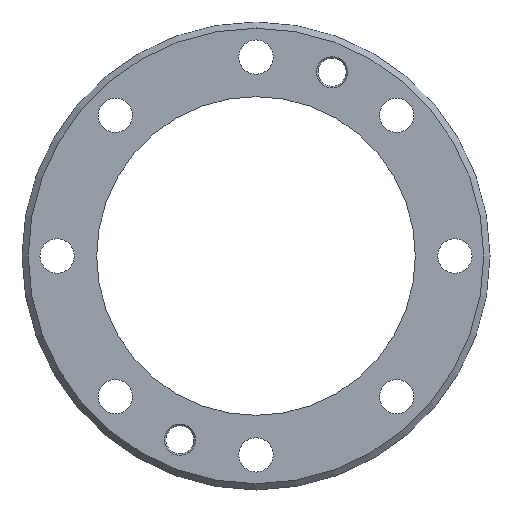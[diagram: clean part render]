
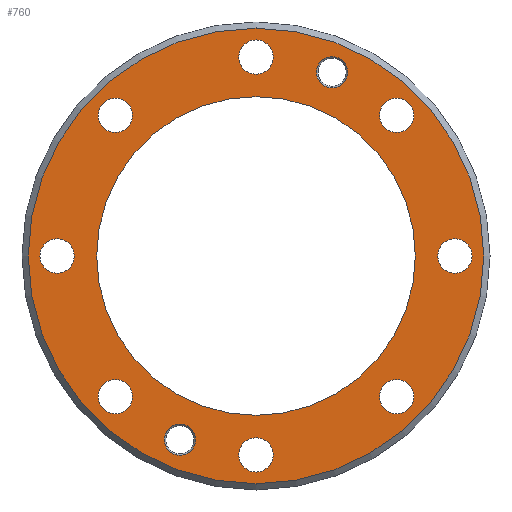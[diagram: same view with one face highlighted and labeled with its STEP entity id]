
A CAD part, left-side view. The second image highlights one B-rep face of the part: STEP entity #760.
In plain terms, the highlighted planar face has unit normal (-1, 0, 0).
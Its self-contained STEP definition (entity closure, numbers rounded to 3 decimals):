
#28=CARTESIAN_POINT('',(12.5,-4.879,11.779));
#29=DIRECTION('',(1.,0.,0.));
#30=DIRECTION('',(0.,-0.383,0.924));
#31=AXIS2_PLACEMENT_3D('',#28,#29,#30);
#33=CARTESIAN_POINT('',(12.5,-4.879,11.779));
#34=DIRECTION('',(1.,0.,0.));
#35=DIRECTION('',(0.,0.383,-0.924));
#36=AXIS2_PLACEMENT_3D('',#33,#34,#35);
#38=CARTESIAN_POINT('',(12.5,4.879,-11.779));
#39=DIRECTION('',(1.,0.,0.));
#40=DIRECTION('',(0.,0.383,-0.924));
#41=AXIS2_PLACEMENT_3D('',#38,#39,#40);
#43=CARTESIAN_POINT('',(12.5,4.879,-11.779));
#44=DIRECTION('',(1.,0.,0.));
#45=DIRECTION('',(0.,-0.383,0.924));
#46=AXIS2_PLACEMENT_3D('',#43,#44,#45);
#48=CARTESIAN_POINT('',(12.5,-9.016,-9.016));
#49=DIRECTION('',(1.,0.,0.));
#50=DIRECTION('',(0.,-0.707,-0.707));
#51=AXIS2_PLACEMENT_3D('',#48,#49,#50);
#53=CARTESIAN_POINT('',(12.5,-9.016,-9.016));
#54=DIRECTION('',(1.,0.,0.));
#55=DIRECTION('',(0.,0.707,0.707));
#56=AXIS2_PLACEMENT_3D('',#53,#54,#55);
#58=CARTESIAN_POINT('',(12.5,-12.75,0.));
#59=DIRECTION('',(1.,0.,0.));
#60=DIRECTION('',(0.,-1.,0.));
#61=AXIS2_PLACEMENT_3D('',#58,#59,#60);
#63=CARTESIAN_POINT('',(12.5,-12.75,0.));
#64=DIRECTION('',(1.,0.,0.));
#65=DIRECTION('',(0.,1.,0.));
#66=AXIS2_PLACEMENT_3D('',#63,#64,#65);
#68=CARTESIAN_POINT('',(12.5,-9.016,9.016));
#69=DIRECTION('',(1.,0.,0.));
#70=DIRECTION('',(0.,-0.707,0.707));
#71=AXIS2_PLACEMENT_3D('',#68,#69,#70);
#73=CARTESIAN_POINT('',(12.5,-9.016,9.016));
#74=DIRECTION('',(1.,0.,0.));
#75=DIRECTION('',(0.,0.707,-0.707));
#76=AXIS2_PLACEMENT_3D('',#73,#74,#75);
#78=CARTESIAN_POINT('',(12.5,0.,12.75));
#79=DIRECTION('',(1.,0.,0.));
#80=DIRECTION('',(0.,0.,1.));
#81=AXIS2_PLACEMENT_3D('',#78,#79,#80);
#83=CARTESIAN_POINT('',(12.5,0.,12.75));
#84=DIRECTION('',(1.,0.,0.));
#85=DIRECTION('',(0.,0.,-1.));
#86=AXIS2_PLACEMENT_3D('',#83,#84,#85);
#88=CARTESIAN_POINT('',(12.5,9.016,9.016));
#89=DIRECTION('',(1.,0.,0.));
#90=DIRECTION('',(0.,0.707,0.707));
#91=AXIS2_PLACEMENT_3D('',#88,#89,#90);
#93=CARTESIAN_POINT('',(12.5,9.016,9.016));
#94=DIRECTION('',(1.,0.,0.));
#95=DIRECTION('',(0.,-0.707,-0.707));
#96=AXIS2_PLACEMENT_3D('',#93,#94,#95);
#98=CARTESIAN_POINT('',(12.5,12.75,0.));
#99=DIRECTION('',(1.,0.,0.));
#100=DIRECTION('',(0.,1.,0.));
#101=AXIS2_PLACEMENT_3D('',#98,#99,#100);
#103=CARTESIAN_POINT('',(12.5,12.75,0.));
#104=DIRECTION('',(1.,0.,0.));
#105=DIRECTION('',(0.,-1.,0.));
#106=AXIS2_PLACEMENT_3D('',#103,#104,#105);
#108=CARTESIAN_POINT('',(12.5,9.016,-9.016));
#109=DIRECTION('',(1.,0.,0.));
#110=DIRECTION('',(0.,0.707,-0.707));
#111=AXIS2_PLACEMENT_3D('',#108,#109,#110);
#113=CARTESIAN_POINT('',(12.5,9.016,-9.016));
#114=DIRECTION('',(1.,0.,0.));
#115=DIRECTION('',(0.,-0.707,0.707));
#116=AXIS2_PLACEMENT_3D('',#113,#114,#115);
#118=CARTESIAN_POINT('',(12.5,0.,-12.75));
#119=DIRECTION('',(1.,0.,0.));
#120=DIRECTION('',(0.,0.,-1.));
#121=AXIS2_PLACEMENT_3D('',#118,#119,#120);
#123=CARTESIAN_POINT('',(12.5,0.,-12.75));
#124=DIRECTION('',(1.,0.,0.));
#125=DIRECTION('',(0.,0.,1.));
#126=AXIS2_PLACEMENT_3D('',#123,#124,#125);
#128=CARTESIAN_POINT('',(12.5,0.,0.));
#129=DIRECTION('',(-1.,0.,0.));
#130=DIRECTION('',(0.,0.,1.));
#131=AXIS2_PLACEMENT_3D('',#128,#129,#130);
#133=CARTESIAN_POINT('',(12.5,0.,0.));
#134=DIRECTION('',(-1.,0.,0.));
#135=DIRECTION('',(0.,0.,-1.));
#136=AXIS2_PLACEMENT_3D('',#133,#134,#135);
#138=CARTESIAN_POINT('',(12.5,0.,0.));
#139=DIRECTION('',(1.,0.,0.));
#140=DIRECTION('',(0.,0.,1.));
#141=AXIS2_PLACEMENT_3D('',#138,#139,#140);
#143=CARTESIAN_POINT('',(12.5,0.,0.));
#144=DIRECTION('',(1.,0.,0.));
#145=DIRECTION('',(0.,0.,-1.));
#146=AXIS2_PLACEMENT_3D('',#143,#144,#145);
#514=CARTESIAN_POINT('',(12.5,-5.262,12.703));
#515=VERTEX_POINT('',#514);
#516=CARTESIAN_POINT('',(12.5,-4.497,10.856));
#517=VERTEX_POINT('',#516);
#530=CARTESIAN_POINT('',(12.5,5.262,-12.703));
#531=VERTEX_POINT('',#530);
#532=CARTESIAN_POINT('',(12.5,4.497,-10.856));
#533=VERTEX_POINT('',#532);
#542=CARTESIAN_POINT('',(12.5,0.,-14.6));
#544=VERTEX_POINT('',#542);
#546=CARTESIAN_POINT('',(12.5,0.,14.6));
#548=VERTEX_POINT('',#546);
#562=CARTESIAN_POINT('',(12.5,-9.793,-9.793));
#564=VERTEX_POINT('',#562);
#566=CARTESIAN_POINT('',(12.5,-8.238,-8.238));
#568=VERTEX_POINT('',#566);
#574=CARTESIAN_POINT('',(12.5,-13.85,0.));
#576=VERTEX_POINT('',#574);
#578=CARTESIAN_POINT('',(12.5,-11.65,0.));
#580=VERTEX_POINT('',#578);
#582=CARTESIAN_POINT('',(12.5,-9.793,9.793));
#584=VERTEX_POINT('',#582);
#586=CARTESIAN_POINT('',(12.5,-8.238,8.238));
#588=VERTEX_POINT('',#586);
#590=CARTESIAN_POINT('',(12.5,0.,-10.215));
#592=VERTEX_POINT('',#590);
#594=CARTESIAN_POINT('',(12.5,0.,10.215));
#596=VERTEX_POINT('',#594);
#598=CARTESIAN_POINT('',(12.5,0.,13.85));
#600=VERTEX_POINT('',#598);
#602=CARTESIAN_POINT('',(12.5,0.,11.65));
#604=VERTEX_POINT('',#602);
#606=CARTESIAN_POINT('',(12.5,9.793,9.793));
#608=VERTEX_POINT('',#606);
#610=CARTESIAN_POINT('',(12.5,8.238,8.238));
#612=VERTEX_POINT('',#610);
#614=CARTESIAN_POINT('',(12.5,13.85,0.));
#616=VERTEX_POINT('',#614);
#618=CARTESIAN_POINT('',(12.5,11.65,0.));
#620=VERTEX_POINT('',#618);
#622=CARTESIAN_POINT('',(12.5,9.793,-9.793));
#624=VERTEX_POINT('',#622);
#626=CARTESIAN_POINT('',(12.5,8.238,-8.238));
#628=VERTEX_POINT('',#626);
#630=CARTESIAN_POINT('',(12.5,0.,-13.85));
#632=VERTEX_POINT('',#630);
#634=CARTESIAN_POINT('',(12.5,0.,-11.65));
#636=VERTEX_POINT('',#634);
#684=CARTESIAN_POINT('',(12.5,0.,13.55));
#685=DIRECTION('',(-1.,0.,0.));
#686=DIRECTION('',(0.,0.,1.));
#687=AXIS2_PLACEMENT_3D('',#684,#685,#686);
#688=PLANE('',#687);
#690=ORIENTED_EDGE('',*,*,#689,.F.);
#692=ORIENTED_EDGE('',*,*,#691,.F.);
#693=EDGE_LOOP('',(#690,#692));
#694=FACE_OUTER_BOUND('',#693,.F.);
#696=ORIENTED_EDGE('',*,*,#695,.F.);
#698=ORIENTED_EDGE('',*,*,#697,.F.);
#699=EDGE_LOOP('',(#696,#698));
#700=FACE_BOUND('',#699,.F.);
#702=ORIENTED_EDGE('',*,*,#701,.F.);
#704=ORIENTED_EDGE('',*,*,#703,.F.);
#705=EDGE_LOOP('',(#702,#704));
#706=FACE_BOUND('',#705,.F.);
#708=ORIENTED_EDGE('',*,*,#707,.F.);
#710=ORIENTED_EDGE('',*,*,#709,.F.);
#711=EDGE_LOOP('',(#708,#710));
#712=FACE_BOUND('',#711,.F.);
#714=ORIENTED_EDGE('',*,*,#713,.F.);
#716=ORIENTED_EDGE('',*,*,#715,.F.);
#717=EDGE_LOOP('',(#714,#716));
#718=FACE_BOUND('',#717,.F.);
#720=ORIENTED_EDGE('',*,*,#719,.F.);
#722=ORIENTED_EDGE('',*,*,#721,.F.);
#723=EDGE_LOOP('',(#720,#722));
#724=FACE_BOUND('',#723,.F.);
#726=ORIENTED_EDGE('',*,*,#725,.F.);
#728=ORIENTED_EDGE('',*,*,#727,.F.);
#729=EDGE_LOOP('',(#726,#728));
#730=FACE_BOUND('',#729,.F.);
#732=ORIENTED_EDGE('',*,*,#731,.F.);
#734=ORIENTED_EDGE('',*,*,#733,.F.);
#735=EDGE_LOOP('',(#732,#734));
#736=FACE_BOUND('',#735,.F.);
#738=ORIENTED_EDGE('',*,*,#737,.F.);
#740=ORIENTED_EDGE('',*,*,#739,.F.);
#741=EDGE_LOOP('',(#738,#740));
#742=FACE_BOUND('',#741,.F.);
#744=ORIENTED_EDGE('',*,*,#743,.F.);
#746=ORIENTED_EDGE('',*,*,#745,.F.);
#747=EDGE_LOOP('',(#744,#746));
#748=FACE_BOUND('',#747,.F.);
#749=ORIENTED_EDGE('',*,*,#674,.F.);
#751=ORIENTED_EDGE('',*,*,#750,.F.);
#752=EDGE_LOOP('',(#749,#751));
#753=FACE_BOUND('',#752,.F.);
#755=ORIENTED_EDGE('',*,*,#754,.F.);
#757=ORIENTED_EDGE('',*,*,#756,.F.);
#758=EDGE_LOOP('',(#755,#757));
#759=FACE_BOUND('',#758,.F.);
#760=ADVANCED_FACE('',(#694,#700,#706,#712,#718,#724,#730,#736,#742,#748,#753,
#759),#688,.T.);
#32=CIRCLE('',#31,1.);
#37=CIRCLE('',#36,1.);
#42=CIRCLE('',#41,1.);
#47=CIRCLE('',#46,1.);
#52=CIRCLE('',#51,1.1);
#57=CIRCLE('',#56,1.1);
#62=CIRCLE('',#61,1.1);
#67=CIRCLE('',#66,1.1);
#72=CIRCLE('',#71,1.1);
#77=CIRCLE('',#76,1.1);
#82=CIRCLE('',#81,1.1);
#87=CIRCLE('',#86,1.1);
#92=CIRCLE('',#91,1.1);
#97=CIRCLE('',#96,1.1);
#102=CIRCLE('',#101,1.1);
#107=CIRCLE('',#106,1.1);
#112=CIRCLE('',#111,1.1);
#117=CIRCLE('',#116,1.1);
#122=CIRCLE('',#121,1.1);
#127=CIRCLE('',#126,1.1);
#132=CIRCLE('',#131,14.6);
#137=CIRCLE('',#136,14.6);
#142=CIRCLE('',#141,10.215);
#147=CIRCLE('',#146,10.215);
#674=EDGE_CURVE('',#515,#517,#32,.T.);
#689=EDGE_CURVE('',#548,#544,#132,.T.);
#691=EDGE_CURVE('',#544,#548,#137,.T.);
#695=EDGE_CURVE('',#531,#533,#42,.T.);
#697=EDGE_CURVE('',#533,#531,#47,.T.);
#701=EDGE_CURVE('',#564,#568,#52,.T.);
#703=EDGE_CURVE('',#568,#564,#57,.T.);
#707=EDGE_CURVE('',#576,#580,#62,.T.);
#709=EDGE_CURVE('',#580,#576,#67,.T.);
#713=EDGE_CURVE('',#584,#588,#72,.T.);
#715=EDGE_CURVE('',#588,#584,#77,.T.);
#719=EDGE_CURVE('',#600,#604,#82,.T.);
#721=EDGE_CURVE('',#604,#600,#87,.T.);
#725=EDGE_CURVE('',#608,#612,#92,.T.);
#727=EDGE_CURVE('',#612,#608,#97,.T.);
#731=EDGE_CURVE('',#616,#620,#102,.T.);
#733=EDGE_CURVE('',#620,#616,#107,.T.);
#737=EDGE_CURVE('',#624,#628,#112,.T.);
#739=EDGE_CURVE('',#628,#624,#117,.T.);
#743=EDGE_CURVE('',#632,#636,#122,.T.);
#745=EDGE_CURVE('',#636,#632,#127,.T.);
#750=EDGE_CURVE('',#517,#515,#37,.T.);
#754=EDGE_CURVE('',#596,#592,#142,.T.);
#756=EDGE_CURVE('',#592,#596,#147,.T.);
